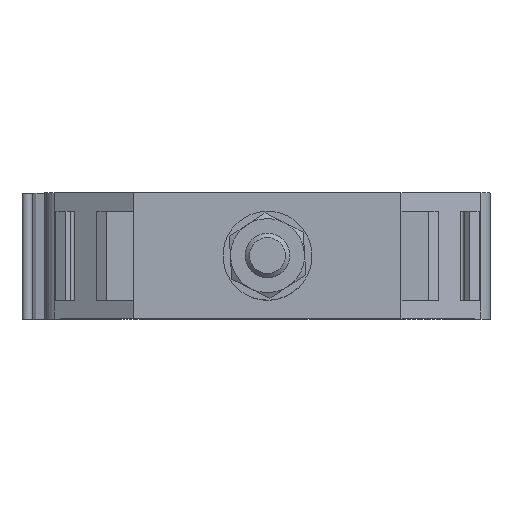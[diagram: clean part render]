
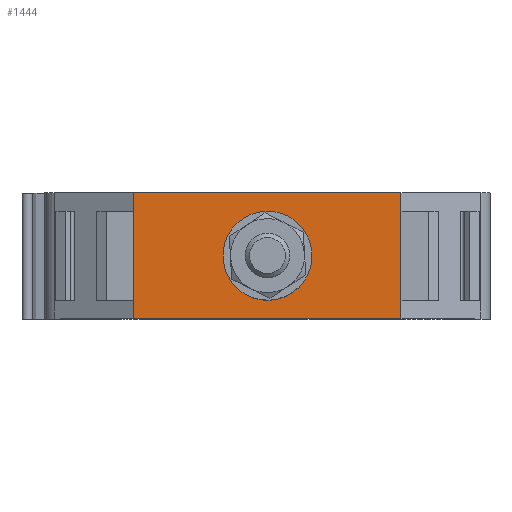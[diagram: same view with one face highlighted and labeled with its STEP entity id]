
A CAD part, top view. The second image highlights one B-rep face of the part: STEP entity #1444.
In plain terms, the highlighted planar face has unit normal (0, 0, 1).
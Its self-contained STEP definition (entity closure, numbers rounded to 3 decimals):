
#26=LINE('',#2172,#180);
#27=LINE('',#2175,#181);
#28=LINE('',#2177,#182);
#29=LINE('',#2179,#183);
#180=VECTOR('',#1713,1000.);
#181=VECTOR('',#1714,1000.);
#182=VECTOR('',#1715,1000.);
#183=VECTOR('',#1716,1000.);
#351=PLANE('',#1550);
#457=ORIENTED_EDGE('',*,*,#849,.T.);
#458=ORIENTED_EDGE('',*,*,#850,.T.);
#459=ORIENTED_EDGE('',*,*,#851,.F.);
#460=ORIENTED_EDGE('',*,*,#852,.F.);
#461=ORIENTED_EDGE('',*,*,#848,.F.);
#848=EDGE_CURVE('',#1051,#1051,#1182,.T.);
#849=EDGE_CURVE('',#1052,#1053,#26,.T.);
#850=EDGE_CURVE('',#1053,#1054,#27,.T.);
#851=EDGE_CURVE('',#1055,#1054,#28,.T.);
#852=EDGE_CURVE('',#1052,#1055,#29,.T.);
#1051=VERTEX_POINT('',#2170);
#1052=VERTEX_POINT('',#2173);
#1053=VERTEX_POINT('',#2174);
#1054=VERTEX_POINT('',#2176);
#1055=VERTEX_POINT('',#2178);
#1182=CIRCLE('',#1549,6.);
#1242=EDGE_LOOP('',(#457,#458,#459,#460));
#1243=EDGE_LOOP('',(#461));
#1338=FACE_BOUND('',#1242,.T.);
#1339=FACE_BOUND('',#1243,.T.);
#1444=ADVANCED_FACE('',(#1338,#1339),#351,.T.);
#1549=AXIS2_PLACEMENT_3D('',#2169,#1709,#1710);
#1550=AXIS2_PLACEMENT_3D('',#2171,#1711,#1712);
#1709=DIRECTION('',(0.,0.,1.));
#1710=DIRECTION('',(0.893,-0.45,0.));
#1711=DIRECTION('',(0.,0.,1.));
#1712=DIRECTION('',(0.,-1.,0.));
#1713=DIRECTION('',(1.,0.,0.));
#1714=DIRECTION('',(0.,1.,0.));
#1715=DIRECTION('',(1.,0.,0.));
#1716=DIRECTION('',(0.,1.,0.));
#2169=CARTESIAN_POINT('',(-25.729,260.5,1.218));
#2170=CARTESIAN_POINT('',(-20.37,257.802,1.218));
#2171=CARTESIAN_POINT('',(-43.729,252.,1.218));
#2172=CARTESIAN_POINT('',(-43.729,252.,1.218));
#2173=CARTESIAN_POINT('',(-43.729,252.,1.218));
#2174=CARTESIAN_POINT('',(-7.729,252.,1.218));
#2175=CARTESIAN_POINT('',(-7.729,252.,1.218));
#2176=CARTESIAN_POINT('',(-7.729,269.,1.218));
#2177=CARTESIAN_POINT('',(-43.729,269.,1.218));
#2178=CARTESIAN_POINT('',(-43.729,269.,1.218));
#2179=CARTESIAN_POINT('',(-43.729,252.,1.218));
